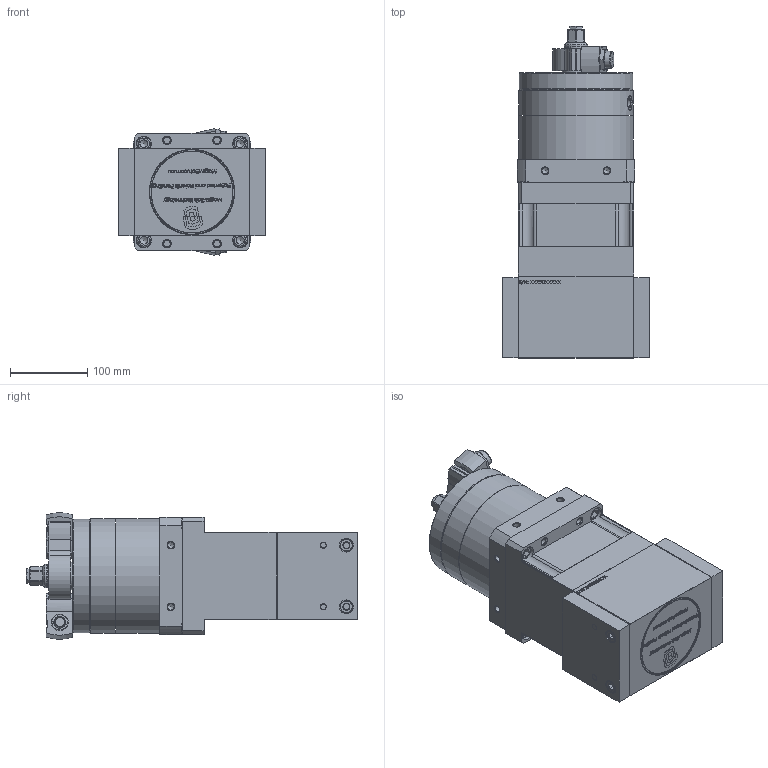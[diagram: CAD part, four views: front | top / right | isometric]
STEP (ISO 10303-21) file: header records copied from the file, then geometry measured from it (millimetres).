
FILE_DESCRIPTION(/* description */ ('STEP AP214'),/* implementation_level */ '2;1');
FILE_NAME(/* name */ 'MS-8140740.stp',/* time_stamp */ '2020-11-12T12:44:53+01:00',/* author */ ('jve'),/* organization */ (''),/* preprocessor_version */ 'ST-DEVELOPER v18.1',/* originating_system */ 'Autodesk Inventor 2021',/* authorisation */ '');
FILE_SCHEMA (('AUTOMOTIVE_DESIGN { 1 0 10303 214 3 1 1 }'));
Products named in the file (1): MS-8140740
Bounding box: 190 x 430.22 x 164.12 mm (x, y, z)
Volume: 7141919 mm3; surface area: 473477.9 mm2
Topology: 17 solids, 51 shells, 2696 faces, 7214 edges, 4831 vertices
Faces by surface type: plane 1291, bspline 812, cylinder 388, cone 192, torus 13
Full cylindrical faces by diameter (mm): 2.459 x2, 8 x12, 8.051 x40, 8.376 x8, 8.5 x25, 10 x26, 10.106 x4, 11 x10, 11.445 x3, 11.5 x1, 12 x4, 13 x4, 15.6 x2, 16 x6, 18 x14, 19 x2, 20 x2, 20.376 x4, 22 x2, 24 x1, 24.6 x1, 30 x2, 30.1 x1, 35 x1, 69 x1, 81 x1, 102 x1, 106 x2, 109.7 x1, 110.8 x1
Entity records: 171817 total; most frequent: CARTESIAN_POINT 107808, ORIENTED_EDGE 14371, DIRECTION 9753, EDGE_CURVE 7192, VERTEX_POINT 4831, LINE 3973, VECTOR 3973, EDGE_LOOP 2983
